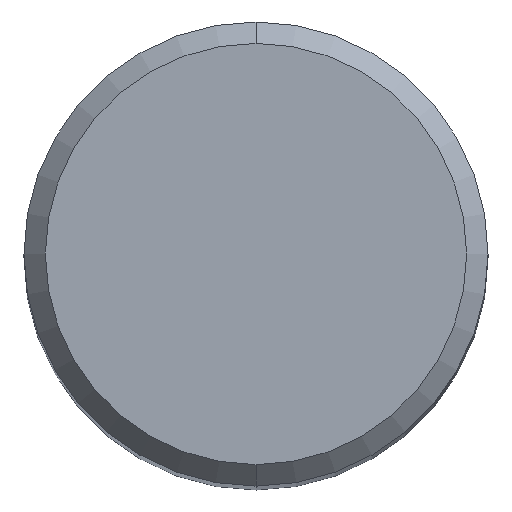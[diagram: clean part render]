
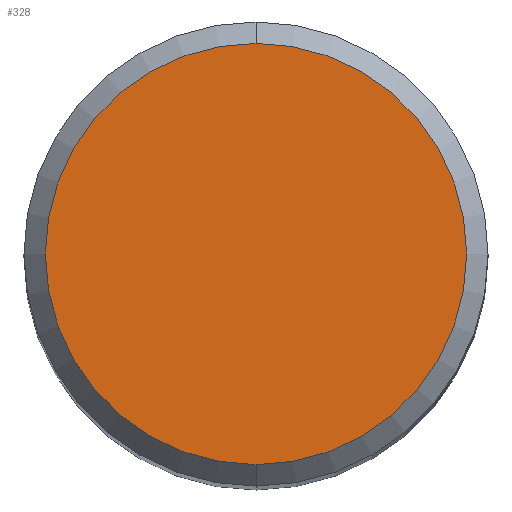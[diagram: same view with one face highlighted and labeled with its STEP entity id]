
A CAD part, top view. The second image highlights one B-rep face of the part: STEP entity #328.
In plain terms, the highlighted planar face has unit normal (0, 0, 1).
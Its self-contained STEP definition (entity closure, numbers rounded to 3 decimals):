
#196=VERTEX_POINT('',#501);
#270=VERTEX_POINT('',#583);
#328=ADVANCED_FACE('',(#646),#647,.T.);
#358=EDGE_CURVE('',#196,#270,#678,.T.);
#374=EDGE_CURVE('',#270,#196,#696,.T.);
#501=CARTESIAN_POINT('',(0.0,5.9,0.0));
#583=CARTESIAN_POINT('',(0.,-5.9,0.0));
#646=FACE_OUTER_BOUND('',#1176,.T.);
#647=PLANE('',#1177);
#678=CIRCLE('',#1236,5.9);
#696=CIRCLE('',#1259,5.9);
#1176=EDGE_LOOP('',(#1669,#1670));
#1177=AXIS2_PLACEMENT_3D('',#1671,#1672,#1673);
#1236=AXIS2_PLACEMENT_3D('',#1694,#1695,#1696);
#1259=AXIS2_PLACEMENT_3D('',#1721,#1722,#1723);
#1669=ORIENTED_EDGE('',*,*,#358,.F.);
#1670=ORIENTED_EDGE('',*,*,#374,.F.);
#1671=CARTESIAN_POINT('',(0.0,2.95,0.0));
#1672=DIRECTION('',(-0.0,0.0,1.0));
#1673=DIRECTION('',(0.0,-1.0,0.0));
#1694=CARTESIAN_POINT('',(0.0,0.0,0.0));
#1695=DIRECTION('',(0.0,0.0,-1.0));
#1696=DIRECTION('',(0.0,1.0,0.0));
#1721=CARTESIAN_POINT('',(0.0,0.0,0.0));
#1722=DIRECTION('',(0.0,0.0,-1.0));
#1723=DIRECTION('',(0.0,1.0,0.0));
